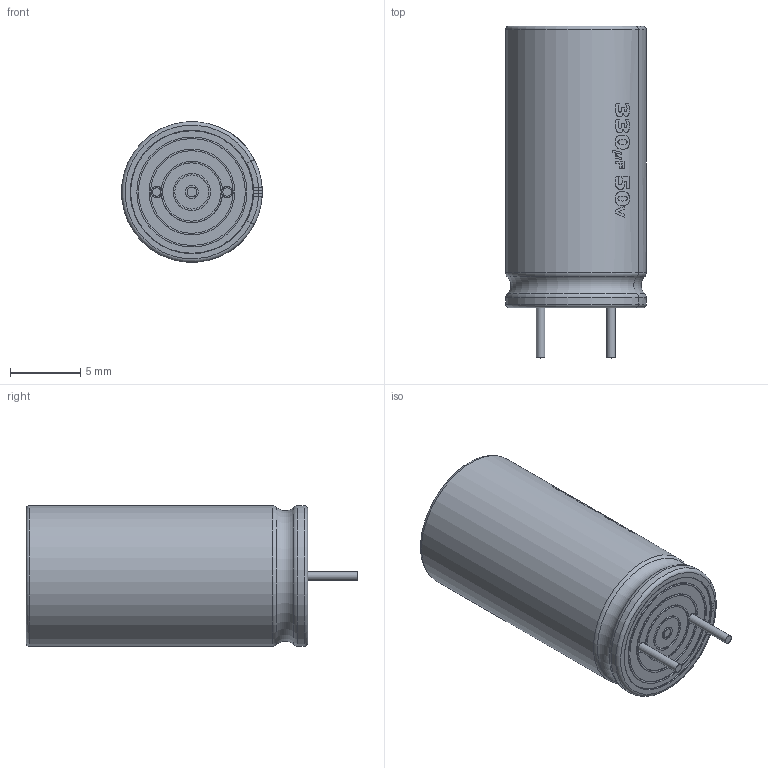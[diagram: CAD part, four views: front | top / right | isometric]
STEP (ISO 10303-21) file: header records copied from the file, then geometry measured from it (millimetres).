
FILE_DESCRIPTION(/* description */ (''),/* implementation_level */ '2;1');
FILE_NAME(/* name */ '330uF 50V electr -10x20mm -P.diameter 5mm.stp',/* time_stamp */ '2022-03-11T23:03:28+01:00',/* author */ ('JOSE LUIS'),/* organization */ (''),/* preprocessor_version */ 'ST-DEVELOPER v18',/* originating_system */ 'Autodesk Inventor 2020',/* authorisation */ '');
FILE_SCHEMA (('AUTOMOTIVE_DESIGN { 1 0 10303 214 3 1 1 }'));
Length unit declared in the file: millimetre
Products named in the file (1): 330uF 50V electr -10x20mm -P.diameter 5mm
Bounding box: 9.98 x 23.57 x 9.98 mm (x, y, z)
Volume: 1549 mm3; surface area: 815.7 mm2
Topology: 3 solids, 3 shells, 120 faces, 522 edges, 432 vertices
Faces by surface type: cylinder 57, plane 38, torus 25
Full cylindrical faces by diameter (mm): 0.6 x2, 0.69 x1, 0.8 x2, 0.91 x1, 2.415 x1, 2.635 x1, 4.14 x1, 5.865 x1, 6.085 x1, 7.59 x1, 7.81 x1, 8.7 x2
Entity records: 6734 total; most frequent: CARTESIAN_POINT 2101, ORIENTED_EDGE 1044, DIRECTION 855, EDGE_CURVE 522, VERTEX_POINT 432, AXIS2_PLACEMENT_3D 354, CIRCLE 229, EDGE_LOOP 148
